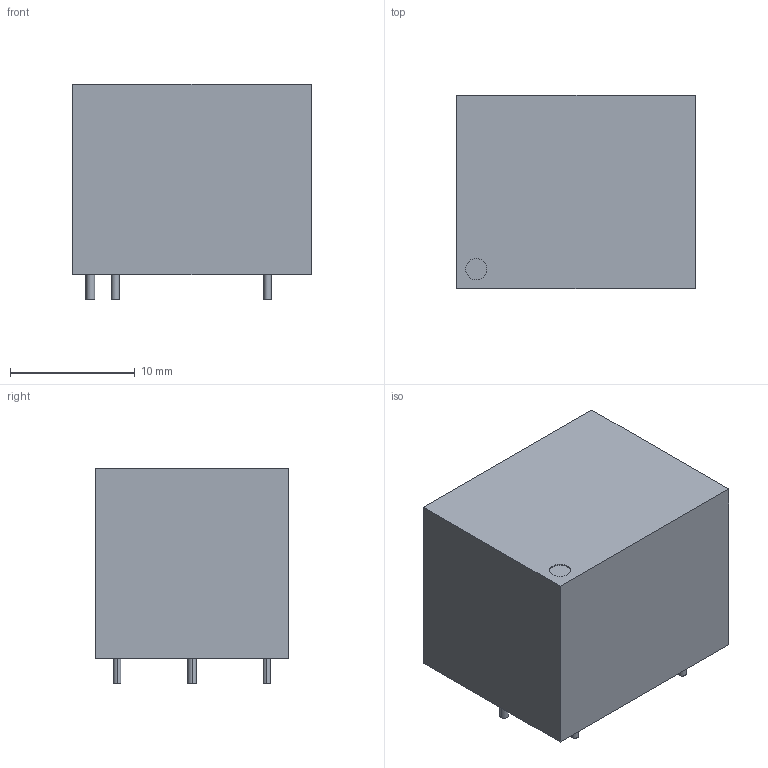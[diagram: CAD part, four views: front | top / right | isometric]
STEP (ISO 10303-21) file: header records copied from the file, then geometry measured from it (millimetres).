
FILE_DESCRIPTION (( 'STEP AP214' ), '1' );
FILE_NAME ('Songle Relay.STEP', '2025-11-22T21:17:53', ( '' ), ( '' ), 'SwSTEP 2.0', 'SolidWorks 2024', '' );
FILE_SCHEMA (( 'AUTOMOTIVE_DESIGN' ));
Length unit declared in the file: millimetre
Products named in the file (1): Songle Relay
Bounding box: 19.1 x 15.5 x 17.3 mm (x, y, z)
Volume: 4533.9 mm3; surface area: 1683.6 mm2
Topology: 6 solids, 6 shells, 29 faces, 48 edges, 32 vertices
Faces by surface type: plane 17, cylinder 12
Entity records: 1073 total; most frequent: DIRECTION 132, CARTESIAN_POINT 110, ORIENTED_EDGE 96, AXIS2_PLACEMENT_3D 54, EDGE_CURVE 48, UNCERTAINTY_MEASURE_WITH_UNIT 36, SURFACE_STYLE_USAGE 35, STYLED_ITEM 35
